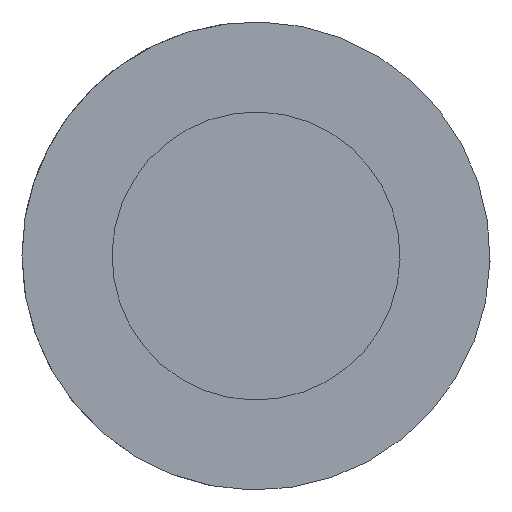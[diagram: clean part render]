
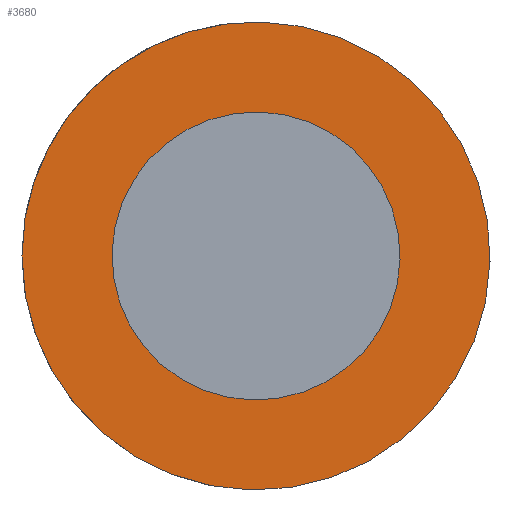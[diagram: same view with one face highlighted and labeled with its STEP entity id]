
A CAD part, front view. The second image highlights one B-rep face of the part: STEP entity #3680.
In plain terms, the highlighted planar face has unit normal (0, -1, 0).
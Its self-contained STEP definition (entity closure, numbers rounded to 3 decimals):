
#2730=CARTESIAN_POINT('',(-0.094,0.,
-3.999));
#2740=VERTEX_POINT('',#2730);
#2790=CARTESIAN_POINT('',(0.,0.,
0.));
#2800=DIRECTION('',(0.,1.,0.));
#2810=DIRECTION('',(0.024,0.,
1.));
#2820=AXIS2_PLACEMENT_3D('',#2790,#2800,#2810);
#2830=CIRCLE('',#2820,4.);
#2840=CARTESIAN_POINT('',(0.094,0.,
3.999));
#2850=VERTEX_POINT('',#2840);
#2860=EDGE_CURVE('',#2740,#2850,#2830,.T.);
#3150=CARTESIAN_POINT('',(-0.153,0.,
-6.498));
#3160=VERTEX_POINT('',#3150);
#3190=CARTESIAN_POINT('',(0.,0.,
0.));
#3200=DIRECTION('',(0.,-1.,0.));
#3210=DIRECTION('',(-0.024,0.,
-1.));
#3220=AXIS2_PLACEMENT_3D('',#3190,#3200,#3210);
#3230=CIRCLE('',#3220,6.5);
#3240=CARTESIAN_POINT('',(0.153,0.,
6.498));
#3250=VERTEX_POINT('',#3240);
#3260=EDGE_CURVE('',#3160,#3250,#3230,.T.);
#3490=CARTESIAN_POINT('',(-3.25,0.,-5.629));
#3500=DIRECTION('',(0.,-1.,0.));
#3510=DIRECTION('',(1.,0.,0.));
#3520=AXIS2_PLACEMENT_3D('',#3490,#3500,#3510);
#3530=PLANE('',#3520);
#3540=ORIENTED_EDGE('',*,*,#3260,.T.);
#3550=CARTESIAN_POINT('',(-6.5,0.,
0.));
#3560=VERTEX_POINT('',#3550);
#3570=EDGE_CURVE('',#3560,#3160,#3230,.T.);
#3580=ORIENTED_EDGE('',*,*,#3570,.T.);
#3590=EDGE_CURVE('',#3250,#3560,#3230,.T.);
#3600=ORIENTED_EDGE('',*,*,#3590,.T.);
#3610=EDGE_LOOP('',(#3600,#3580,#3540));
#3620=FACE_OUTER_BOUND('',#3610,.T.);
#3630=ORIENTED_EDGE('',*,*,#2860,.T.);
#3640=EDGE_CURVE('',#2850,#2740,#2830,.T.);
#3650=ORIENTED_EDGE('',*,*,#3640,.T.);
#3660=EDGE_LOOP('',(#3650,#3630));
#3670=FACE_BOUND('',#3660,.T.);
#3680=ADVANCED_FACE('',(#3620,#3670),#3530,.T.);
